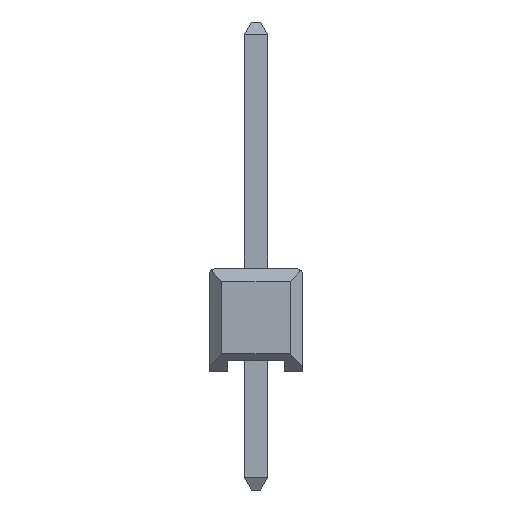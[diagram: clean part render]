
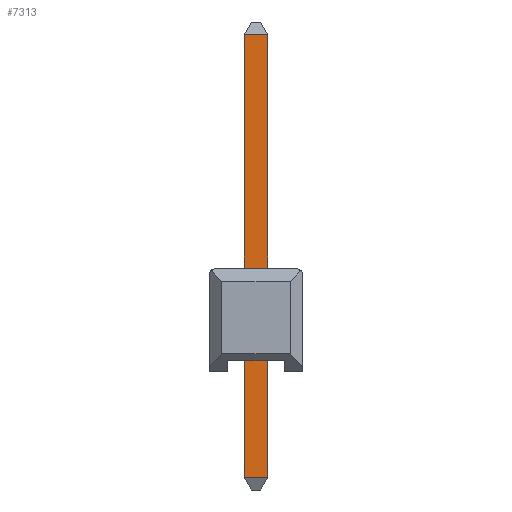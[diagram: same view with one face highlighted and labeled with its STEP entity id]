
A CAD part, front view. The second image highlights one B-rep face of the part: STEP entity #7313.
In plain terms, the highlighted free-form (B-spline) face has degree [1, 1] with [2, 2] control points.
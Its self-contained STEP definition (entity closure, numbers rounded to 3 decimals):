
#6575 = B_SPLINE_SURFACE_WITH_KNOTS('',1,1,(
    (#6576,#6577)
    ,(#6578,#6579
    )),.UNSPECIFIED.,.F.,.F.,.F.,(2,2),(2,2),(0.01,
    0.4),(-0.64,-0.01),.PIECEWISE_BEZIER_KNOTS.);
#6576 = CARTESIAN_POINT('',(0.315,-35.685,-3.2)
  );
#6577 = CARTESIAN_POINT('',(-0.315,-35.685,-3.2)
  );
#6578 = CARTESIAN_POINT('',(0.315,-35.875,-2.86)
  );
#6579 = CARTESIAN_POINT('',(-0.315,-35.875,-2.86)
  );
#6613 = VERTEX_POINT('',#6614);
#6614 = CARTESIAN_POINT('',(-0.315,-35.875,-2.86)
  );
#6651 = B_SPLINE_SURFACE_WITH_KNOTS('',1,1,(
    (#6652,#6653)
    ,(#6654,#6655
    )),.UNSPECIFIED.,.F.,.F.,.F.,(2,2),(2,2),(-9.358,
    0.093),(-0.64,0.01),
  .PIECEWISE_BEZIER_KNOTS.);
#6652 = CARTESIAN_POINT('',(-0.315,-35.235,9.326)
  );
#6653 = CARTESIAN_POINT('',(-0.315,-35.885,9.326)
  );
#6654 = CARTESIAN_POINT('',(-0.315,-35.235,-2.981)
  );
#6655 = CARTESIAN_POINT('',(-0.315,-35.885,-2.981));
#6869 = VERTEX_POINT('',#6870);
#6870 = CARTESIAN_POINT('',(0.315,-35.875,-2.86)
  );
#6905 = B_SPLINE_SURFACE_WITH_KNOTS('',1,1,(
    (#6906,#6907)
    ,(#6908,#6909
    )),.UNSPECIFIED.,.F.,.F.,.F.,(2,2),(2,2),(-0.64,0.01),(
    -9.358,0.093),.PIECEWISE_BEZIER_KNOTS.);
#6906 = CARTESIAN_POINT('',(0.315,-35.235,9.326));
#6907 = CARTESIAN_POINT('',(0.315,-35.235,-2.981)
  );
#6908 = CARTESIAN_POINT('',(0.315,-35.885,9.326));
#6909 = CARTESIAN_POINT('',(0.315,-35.885,-2.981));
#6940 = EDGE_CURVE('',#6869,#6613,#6941,.T.);
#6941 = SURFACE_CURVE('',#6942,(#6945,#6951),.PCURVE_S1.);
#6942 = B_SPLINE_CURVE_WITH_KNOTS('',1,(#6943,#6944),.UNSPECIFIED.,.F.,
  .F.,(2,2),(-9.896,-9.266),.PIECEWISE_BEZIER_KNOTS.);
#6943 = CARTESIAN_POINT('',(0.315,-35.875,-2.86)
  );
#6944 = CARTESIAN_POINT('',(-0.315,-35.875,-2.86)
  );
#6945 = PCURVE('',#6575,#6946);
#6946 = DEFINITIONAL_REPRESENTATION('',(#6947),#6950);
#6947 = B_SPLINE_CURVE_WITH_KNOTS('',1,(#6948,#6949),.UNSPECIFIED.,.F.,
  .F.,(2,2),(-9.896,-9.266),.PIECEWISE_BEZIER_KNOTS.);
#6948 = CARTESIAN_POINT('',(0.4,-0.64));
#6949 = CARTESIAN_POINT('',(0.4,-0.01));
#6950 = ( GEOMETRIC_REPRESENTATION_CONTEXT(2) 
PARAMETRIC_REPRESENTATION_CONTEXT() REPRESENTATION_CONTEXT('2D SPACE',''
  ) );
#6951 = PCURVE('',#6952,#6957);
#6952 = B_SPLINE_SURFACE_WITH_KNOTS('',1,1,(
    (#6953,#6954)
    ,(#6955,#6956
    )),.UNSPECIFIED.,.F.,.F.,.F.,(2,2),(2,2),(0.121,
    12.136),(-0.64,-0.01),.PIECEWISE_BEZIER_KNOTS.);
#6953 = CARTESIAN_POINT('',(0.315,-35.875,-2.86)
  );
#6954 = CARTESIAN_POINT('',(-0.315,-35.875,-2.86)
  );
#6955 = CARTESIAN_POINT('',(0.315,-35.875,9.156));
#6956 = CARTESIAN_POINT('',(-0.315,-35.875,9.156)
  );
#6957 = DEFINITIONAL_REPRESENTATION('',(#6958),#6961);
#6958 = B_SPLINE_CURVE_WITH_KNOTS('',1,(#6959,#6960),.UNSPECIFIED.,.F.,
  .F.,(2,2),(-9.896,-9.266),.PIECEWISE_BEZIER_KNOTS.);
#6959 = CARTESIAN_POINT('',(0.121,-0.64));
#6960 = CARTESIAN_POINT('',(0.121,-0.01));
#6961 = ( GEOMETRIC_REPRESENTATION_CONTEXT(2) 
PARAMETRIC_REPRESENTATION_CONTEXT() REPRESENTATION_CONTEXT('2D SPACE',''
  ) );
#7073 = VERTEX_POINT('',#7074);
#7074 = CARTESIAN_POINT('',(0.315,-35.875,9.156));
#7086 = B_SPLINE_SURFACE_WITH_KNOTS('',1,1,(
    (#7087,#7088)
    ,(#7089,#7090
    )),.UNSPECIFIED.,.F.,.F.,.F.,(2,2),(2,2),(-0.399,
    -0.01),(-0.64,-0.01),.PIECEWISE_BEZIER_KNOTS.);
#7087 = CARTESIAN_POINT('',(0.315,-35.875,9.156));
#7088 = CARTESIAN_POINT('',(-0.315,-35.875,9.156)
  );
#7089 = CARTESIAN_POINT('',(0.315,-35.685,9.496));
#7090 = CARTESIAN_POINT('',(-0.315,-35.685,9.496)
  );
#7160 = VERTEX_POINT('',#7161);
#7161 = CARTESIAN_POINT('',(-0.315,-35.875,9.156)
  );
#7179 = EDGE_CURVE('',#7160,#7073,#7180,.T.);
#7180 = SURFACE_CURVE('',#7181,(#7184,#7190),.PCURVE_S1.);
#7181 = B_SPLINE_CURVE_WITH_KNOTS('',1,(#7182,#7183),.UNSPECIFIED.,.F.,
  .F.,(2,2),(-19.791,-19.161),.PIECEWISE_BEZIER_KNOTS.);
#7182 = CARTESIAN_POINT('',(-0.315,-35.875,9.156)
  );
#7183 = CARTESIAN_POINT('',(0.315,-35.875,9.156));
#7184 = PCURVE('',#7086,#7185);
#7185 = DEFINITIONAL_REPRESENTATION('',(#7186),#7189);
#7186 = B_SPLINE_CURVE_WITH_KNOTS('',1,(#7187,#7188),.UNSPECIFIED.,.F.,
  .F.,(2,2),(-19.791,-19.161),.PIECEWISE_BEZIER_KNOTS.);
#7187 = CARTESIAN_POINT('',(-0.399,-0.01));
#7188 = CARTESIAN_POINT('',(-0.399,-0.64));
#7189 = ( GEOMETRIC_REPRESENTATION_CONTEXT(2) 
PARAMETRIC_REPRESENTATION_CONTEXT() REPRESENTATION_CONTEXT('2D SPACE',''
  ) );
#7190 = PCURVE('',#6952,#7191);
#7191 = DEFINITIONAL_REPRESENTATION('',(#7192),#7195);
#7192 = B_SPLINE_CURVE_WITH_KNOTS('',1,(#7193,#7194),.UNSPECIFIED.,.F.,
  .F.,(2,2),(-19.791,-19.161),.PIECEWISE_BEZIER_KNOTS.);
#7193 = CARTESIAN_POINT('',(12.136,-0.01));
#7194 = CARTESIAN_POINT('',(12.136,-0.64));
#7195 = ( GEOMETRIC_REPRESENTATION_CONTEXT(2) 
PARAMETRIC_REPRESENTATION_CONTEXT() REPRESENTATION_CONTEXT('2D SPACE',''
  ) );
#7293 = EDGE_CURVE('',#7073,#6869,#7294,.T.);
#7294 = SURFACE_CURVE('',#7295,(#7298,#7305),.PCURVE_S1.);
#7295 = B_SPLINE_CURVE_WITH_KNOTS('',1,(#7296,#7297),.UNSPECIFIED.,.F.,
  .F.,(2,2),(-19.123,-9.896),.PIECEWISE_BEZIER_KNOTS.);
#7296 = CARTESIAN_POINT('',(0.315,-35.875,9.156));
#7297 = CARTESIAN_POINT('',(0.315,-35.875,-2.86)
  );
#7298 = PCURVE('',#6905,#7299);
#7299 = DEFINITIONAL_REPRESENTATION('',(#7300),#7304);
#7300 = B_SPLINE_CURVE_WITH_KNOTS('',2,(#7301,#7302,#7303),
  .UNSPECIFIED.,.F.,.F.,(3,3),(-19.123,-9.896),
  .PIECEWISE_BEZIER_KNOTS.);
#7301 = CARTESIAN_POINT('',(0.,-9.227));
#7302 = CARTESIAN_POINT('',(0.,-4.614));
#7303 = CARTESIAN_POINT('',(0.,0.));
#7304 = ( GEOMETRIC_REPRESENTATION_CONTEXT(2) 
PARAMETRIC_REPRESENTATION_CONTEXT() REPRESENTATION_CONTEXT('2D SPACE',''
  ) );
#7305 = PCURVE('',#6952,#7306);
#7306 = DEFINITIONAL_REPRESENTATION('',(#7307),#7310);
#7307 = B_SPLINE_CURVE_WITH_KNOTS('',1,(#7308,#7309),.UNSPECIFIED.,.F.,
  .F.,(2,2),(-19.123,-9.896),.PIECEWISE_BEZIER_KNOTS.);
#7308 = CARTESIAN_POINT('',(12.136,-0.64));
#7309 = CARTESIAN_POINT('',(0.121,-0.64));
#7310 = ( GEOMETRIC_REPRESENTATION_CONTEXT(2) 
PARAMETRIC_REPRESENTATION_CONTEXT() REPRESENTATION_CONTEXT('2D SPACE',''
  ) );
#7313 = ADVANCED_FACE('',(#7314),#6952,.T.);
#7314 = FACE_BOUND('',#7315,.T.);
#7315 = EDGE_LOOP('',(#7316,#7335,#7336,#7337));
#7316 = ORIENTED_EDGE('',*,*,#7317,.T.);
#7317 = EDGE_CURVE('',#7160,#6613,#7318,.T.);
#7318 = SURFACE_CURVE('',#7319,(#7322,#7328),.PCURVE_S1.);
#7319 = B_SPLINE_CURVE_WITH_KNOTS('',1,(#7320,#7321),.UNSPECIFIED.,.F.,
  .F.,(2,2),(0.038,9.266),
  .PIECEWISE_BEZIER_KNOTS.);
#7320 = CARTESIAN_POINT('',(-0.315,-35.875,9.156)
  );
#7321 = CARTESIAN_POINT('',(-0.315,-35.875,-2.86)
  );
#7322 = PCURVE('',#6952,#7323);
#7323 = DEFINITIONAL_REPRESENTATION('',(#7324),#7327);
#7324 = B_SPLINE_CURVE_WITH_KNOTS('',1,(#7325,#7326),.UNSPECIFIED.,.F.,
  .F.,(2,2),(0.038,9.266),
  .PIECEWISE_BEZIER_KNOTS.);
#7325 = CARTESIAN_POINT('',(12.136,-0.01));
#7326 = CARTESIAN_POINT('',(0.121,-0.01));
#7327 = ( GEOMETRIC_REPRESENTATION_CONTEXT(2) 
PARAMETRIC_REPRESENTATION_CONTEXT() REPRESENTATION_CONTEXT('2D SPACE',''
  ) );
#7328 = PCURVE('',#6651,#7329);
#7329 = DEFINITIONAL_REPRESENTATION('',(#7330),#7334);
#7330 = B_SPLINE_CURVE_WITH_KNOTS('',2,(#7331,#7332,#7333),
  .UNSPECIFIED.,.F.,.F.,(3,3),(0.038,9.266),
  .PIECEWISE_BEZIER_KNOTS.);
#7331 = CARTESIAN_POINT('',(-9.227,0.));
#7332 = CARTESIAN_POINT('',(-4.614,0.));
#7333 = CARTESIAN_POINT('',(0.,0.));
#7334 = ( GEOMETRIC_REPRESENTATION_CONTEXT(2) 
PARAMETRIC_REPRESENTATION_CONTEXT() REPRESENTATION_CONTEXT('2D SPACE',''
  ) );
#7335 = ORIENTED_EDGE('',*,*,#6940,.F.);
#7336 = ORIENTED_EDGE('',*,*,#7293,.F.);
#7337 = ORIENTED_EDGE('',*,*,#7179,.F.);
